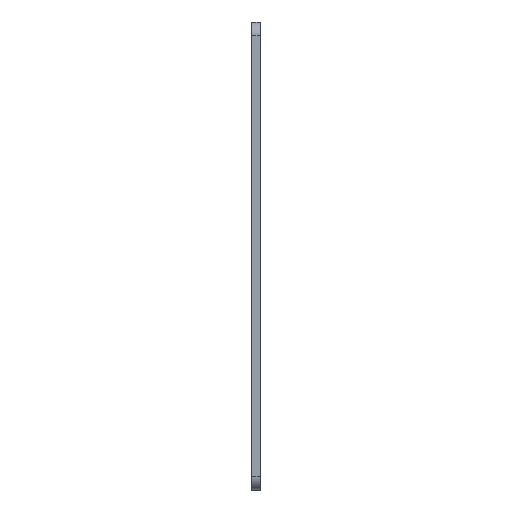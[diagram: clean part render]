
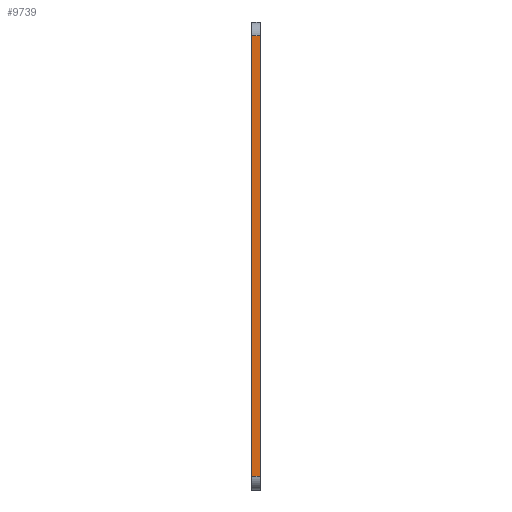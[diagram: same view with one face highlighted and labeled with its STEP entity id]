
A CAD part, left-side view. The second image highlights one B-rep face of the part: STEP entity #9739.
In plain terms, the highlighted planar face has unit normal (-1, 0, 0).
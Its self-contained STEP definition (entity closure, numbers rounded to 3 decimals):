
#351=PLANE('',#10671);
#829=FACE_OUTER_BOUND('',#1307,.T.);
#1307=EDGE_LOOP('',(#8085,#8086,#8087,#8088));
#1489=LINE('',#13756,#2477);
#1594=LINE('',#14032,#2582);
#2377=LINE('',#16353,#3365);
#2378=LINE('',#16354,#3366);
#2477=VECTOR('',#10915,10.);
#2582=VECTOR('',#11176,10.);
#3365=VECTOR('',#13491,10.);
#3366=VECTOR('',#13492,10.);
#3893=VERTEX_POINT('',#13752);
#3895=VERTEX_POINT('',#13755);
#3985=VERTEX_POINT('',#14025);
#3988=VERTEX_POINT('',#14030);
#4886=EDGE_CURVE('',#3895,#3893,#1489,.T.);
#5024=EDGE_CURVE('',#3988,#3985,#1594,.T.);
#6185=EDGE_CURVE('',#3895,#3988,#2377,.T.);
#6186=EDGE_CURVE('',#3893,#3985,#2378,.T.);
#8085=ORIENTED_EDGE('',*,*,#6185,.F.);
#8086=ORIENTED_EDGE('',*,*,#4886,.T.);
#8087=ORIENTED_EDGE('',*,*,#6186,.T.);
#8088=ORIENTED_EDGE('',*,*,#5024,.F.);
#9739=ADVANCED_FACE('',(#829),#351,.T.);
#10671=AXIS2_PLACEMENT_3D('',#16352,#13489,#13490);
#10915=DIRECTION('',(0.,1.,0.));
#11176=DIRECTION('',(0.,1.,0.));
#13489=DIRECTION('center_axis',(-1.,0.,0.));
#13490=DIRECTION('ref_axis',(0.,0.,1.));
#13491=DIRECTION('',(0.,0.,-1.));
#13492=DIRECTION('',(0.,0.,-1.));
#13752=CARTESIAN_POINT('',(0.,1.5,78.7));
#13755=CARTESIAN_POINT('',(0.,0.,78.7));
#13756=CARTESIAN_POINT('',(0.,0.,78.7));
#14025=CARTESIAN_POINT('',(0.,1.5,-2.5));
#14030=CARTESIAN_POINT('',(0.,0.,-2.5));
#14032=CARTESIAN_POINT('',(0.,0.,-2.5));
#16352=CARTESIAN_POINT('Origin',(0.,0.,0.));
#16353=CARTESIAN_POINT('',(0.,0.,0.));
#16354=CARTESIAN_POINT('',(0.,1.5,-3.75));
